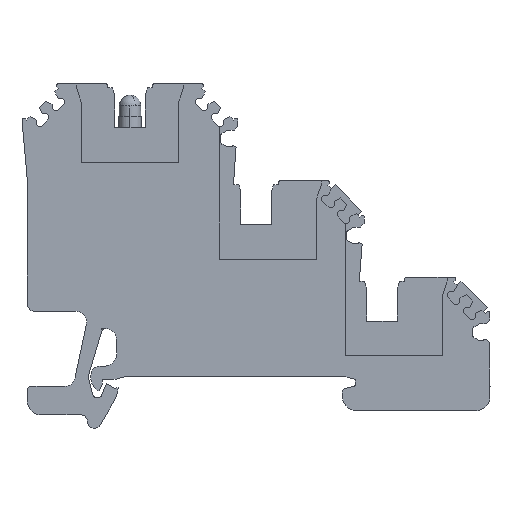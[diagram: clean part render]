
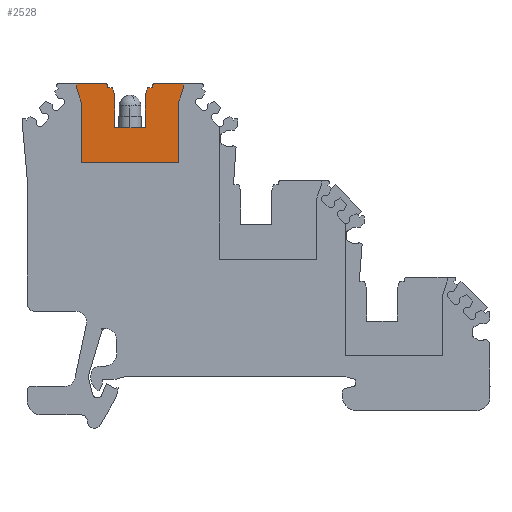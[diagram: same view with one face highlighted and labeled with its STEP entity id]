
A CAD part, left-side view. The second image highlights one B-rep face of the part: STEP entity #2528.
In plain terms, the highlighted planar face has unit normal (-1, 0, 0).
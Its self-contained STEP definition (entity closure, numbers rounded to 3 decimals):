
#2348=AXIS2_PLACEMENT_3D('Plane Axis2P3D',#2345,#2346,#2347) ;
#2417=AXIS2_PLACEMENT_3D('Circle Axis2P3D',#2415,#2416,$) ;
#2499=AXIS2_PLACEMENT_3D('Circle Axis2P3D',#2497,#2498,$) ;
#152=CARTESIAN_POINT('Vertex',(0.525,52.65,42.15)) ;
#155=CARTESIAN_POINT('Line Origine',(0.525,50.5,42.15)) ;
#159=CARTESIAN_POINT('Vertex',(0.525,48.35,42.15)) ;
#2328=CARTESIAN_POINT('Vertex',(0.525,52.65,45.65)) ;
#2331=CARTESIAN_POINT('Line Origine',(0.525,52.65,43.9)) ;
#2345=CARTESIAN_POINT('Axis2P3D Location',(0.525,36.4,6.85)) ;
#2350=CARTESIAN_POINT('Line Origine',(0.525,55.95,48.3)) ;
#2354=CARTESIAN_POINT('Vertex',(0.525,53.9,48.3)) ;
#2356=CARTESIAN_POINT('Vertex',(0.525,58.,48.3)) ;
#2359=CARTESIAN_POINT('Line Origine',(0.525,58.,48.05)) ;
#2363=CARTESIAN_POINT('Vertex',(0.525,58.,47.8)) ;
#2366=CARTESIAN_POINT('Line Origine',(0.525,57.662,46.761)) ;
#2370=CARTESIAN_POINT('Vertex',(0.525,57.325,45.723)) ;
#2373=CARTESIAN_POINT('Line Origine',(0.525,57.325,41.511)) ;
#2377=CARTESIAN_POINT('Vertex',(0.525,57.325,37.3)) ;
#2380=CARTESIAN_POINT('Line Origine',(0.525,50.5,37.3)) ;
#2384=CARTESIAN_POINT('Vertex',(0.525,43.675,37.3)) ;
#2387=CARTESIAN_POINT('Line Origine',(0.525,43.675,41.511)) ;
#2391=CARTESIAN_POINT('Vertex',(0.525,43.675,45.723)) ;
#2394=CARTESIAN_POINT('Line Origine',(0.525,43.337,46.761)) ;
#2398=CARTESIAN_POINT('Vertex',(0.525,43.,47.8)) ;
#2401=CARTESIAN_POINT('Line Origine',(0.525,43.,48.05)) ;
#2405=CARTESIAN_POINT('Vertex',(0.525,43.,48.3)) ;
#2408=CARTESIAN_POINT('Line Origine',(0.525,45.05,48.3)) ;
#2412=CARTESIAN_POINT('Vertex',(0.525,47.1,48.3)) ;
#2415=CARTESIAN_POINT('Axis2P3D Location',(0.525,47.1,48.05)) ;
#2419=CARTESIAN_POINT('Vertex',(0.525,47.35,48.05)) ;
#2422=CARTESIAN_POINT('Line Origine',(0.525,47.35,47.9)) ;
#2426=CARTESIAN_POINT('Vertex',(0.525,47.35,47.75)) ;
#2429=CARTESIAN_POINT('Line Origine',(0.525,47.695,47.75)) ;
#2433=CARTESIAN_POINT('Vertex',(0.525,48.04,47.75)) ;
#2436=CARTESIAN_POINT('Line Origine',(0.525,48.17,47.35)) ;
#2440=CARTESIAN_POINT('Vertex',(0.525,48.3,46.95)) ;
#2443=CARTESIAN_POINT('Line Origine',(0.525,48.3,46.3)) ;
#2447=CARTESIAN_POINT('Vertex',(0.525,48.3,45.65)) ;
#2450=CARTESIAN_POINT('Line Origine',(0.525,48.325,45.65)) ;
#2454=CARTESIAN_POINT('Vertex',(0.525,48.35,45.65)) ;
#2457=CARTESIAN_POINT('Line Origine',(0.525,48.35,43.9)) ;
#2462=CARTESIAN_POINT('Line Origine',(0.525,52.675,45.65)) ;
#2466=CARTESIAN_POINT('Vertex',(0.525,52.7,45.65)) ;
#2469=CARTESIAN_POINT('Line Origine',(0.525,52.7,46.3)) ;
#2473=CARTESIAN_POINT('Vertex',(0.525,52.7,46.95)) ;
#2476=CARTESIAN_POINT('Line Origine',(0.525,52.83,47.35)) ;
#2480=CARTESIAN_POINT('Vertex',(0.525,52.96,47.75)) ;
#2483=CARTESIAN_POINT('Line Origine',(0.525,53.305,47.75)) ;
#2487=CARTESIAN_POINT('Vertex',(0.525,53.65,47.75)) ;
#2490=CARTESIAN_POINT('Line Origine',(0.525,53.65,47.9)) ;
#2494=CARTESIAN_POINT('Vertex',(0.525,53.65,48.05)) ;
#2497=CARTESIAN_POINT('Axis2P3D Location',(0.525,53.9,48.05)) ;
#156=DIRECTION('Vector Direction',(0.,1.,0.)) ;
#2332=DIRECTION('Vector Direction',(0.,0.,1.)) ;
#2346=DIRECTION('Axis2P3D Direction',(-1.,0.,0.)) ;
#2347=DIRECTION('Axis2P3D XDirection',(0.,1.,0.)) ;
#2351=DIRECTION('Vector Direction',(0.,-1.,0.)) ;
#2360=DIRECTION('Vector Direction',(0.,0.,-1.)) ;
#2367=DIRECTION('Vector Direction',(0.,-0.309,-0.951)) ;
#2374=DIRECTION('Vector Direction',(0.,0.,-1.)) ;
#2381=DIRECTION('Vector Direction',(0.,-1.,0.)) ;
#2388=DIRECTION('Vector Direction',(0.,0.,1.)) ;
#2395=DIRECTION('Vector Direction',(0.,-0.309,0.951)) ;
#2402=DIRECTION('Vector Direction',(0.,0.,1.)) ;
#2409=DIRECTION('Vector Direction',(0.,-1.,0.)) ;
#2416=DIRECTION('Axis2P3D Direction',(-1.,0.,0.)) ;
#2423=DIRECTION('Vector Direction',(0.,0.,1.)) ;
#2430=DIRECTION('Vector Direction',(0.,1.,0.)) ;
#2437=DIRECTION('Vector Direction',(0.,0.309,-0.951)) ;
#2444=DIRECTION('Vector Direction',(0.,0.,1.)) ;
#2451=DIRECTION('Vector Direction',(0.,1.,0.)) ;
#2458=DIRECTION('Vector Direction',(0.,0.,1.)) ;
#2463=DIRECTION('Vector Direction',(0.,1.,0.)) ;
#2470=DIRECTION('Vector Direction',(0.,0.,1.)) ;
#2477=DIRECTION('Vector Direction',(0.,0.309,0.951)) ;
#2484=DIRECTION('Vector Direction',(0.,1.,0.)) ;
#2491=DIRECTION('Vector Direction',(0.,0.,1.)) ;
#2498=DIRECTION('Axis2P3D Direction',(-1.,0.,0.)) ;
#157=VECTOR('Line Direction',#156,1.) ;
#2333=VECTOR('Line Direction',#2332,1.) ;
#2352=VECTOR('Line Direction',#2351,1.) ;
#2361=VECTOR('Line Direction',#2360,1.) ;
#2368=VECTOR('Line Direction',#2367,1.) ;
#2375=VECTOR('Line Direction',#2374,1.) ;
#2382=VECTOR('Line Direction',#2381,1.) ;
#2389=VECTOR('Line Direction',#2388,1.) ;
#2396=VECTOR('Line Direction',#2395,1.) ;
#2403=VECTOR('Line Direction',#2402,1.) ;
#2410=VECTOR('Line Direction',#2409,1.) ;
#2424=VECTOR('Line Direction',#2423,1.) ;
#2431=VECTOR('Line Direction',#2430,1.) ;
#2438=VECTOR('Line Direction',#2437,1.) ;
#2445=VECTOR('Line Direction',#2444,1.) ;
#2452=VECTOR('Line Direction',#2451,1.) ;
#2459=VECTOR('Line Direction',#2458,1.) ;
#2464=VECTOR('Line Direction',#2463,1.) ;
#2471=VECTOR('Line Direction',#2470,1.) ;
#2478=VECTOR('Line Direction',#2477,1.) ;
#2485=VECTOR('Line Direction',#2484,1.) ;
#2492=VECTOR('Line Direction',#2491,1.) ;
#2503=ORIENTED_EDGE('',*,*,#2358,.T.) ;
#2504=ORIENTED_EDGE('',*,*,#2365,.T.) ;
#2505=ORIENTED_EDGE('',*,*,#2372,.T.) ;
#2506=ORIENTED_EDGE('',*,*,#2379,.T.) ;
#2507=ORIENTED_EDGE('',*,*,#2386,.T.) ;
#2508=ORIENTED_EDGE('',*,*,#2393,.T.) ;
#2509=ORIENTED_EDGE('',*,*,#2400,.T.) ;
#2510=ORIENTED_EDGE('',*,*,#2407,.T.) ;
#2511=ORIENTED_EDGE('',*,*,#2414,.T.) ;
#2512=ORIENTED_EDGE('',*,*,#2421,.T.) ;
#2513=ORIENTED_EDGE('',*,*,#2428,.F.) ;
#2514=ORIENTED_EDGE('',*,*,#2435,.T.) ;
#2515=ORIENTED_EDGE('',*,*,#2442,.T.) ;
#2516=ORIENTED_EDGE('',*,*,#2449,.F.) ;
#2517=ORIENTED_EDGE('',*,*,#2456,.T.) ;
#2518=ORIENTED_EDGE('',*,*,#2461,.F.) ;
#2519=ORIENTED_EDGE('',*,*,#161,.T.) ;
#2520=ORIENTED_EDGE('',*,*,#2335,.T.) ;
#2521=ORIENTED_EDGE('',*,*,#2468,.T.) ;
#2522=ORIENTED_EDGE('',*,*,#2475,.T.) ;
#2523=ORIENTED_EDGE('',*,*,#2482,.T.) ;
#2524=ORIENTED_EDGE('',*,*,#2489,.T.) ;
#2525=ORIENTED_EDGE('',*,*,#2496,.T.) ;
#2526=ORIENTED_EDGE('',*,*,#2501,.T.) ;
#2528=ADVANCED_FACE('KLTR',(#2527),#2349,.T.) ;
#2418=CIRCLE('generated circle',#2417,0.25) ;
#2500=CIRCLE('generated circle',#2499,0.25) ;
#161=EDGE_CURVE('',#160,#153,#158,.T.) ;
#2335=EDGE_CURVE('',#153,#2329,#2334,.T.) ;
#2358=EDGE_CURVE('',#2355,#2357,#2353,.F.) ;
#2365=EDGE_CURVE('',#2357,#2364,#2362,.T.) ;
#2372=EDGE_CURVE('',#2364,#2371,#2369,.T.) ;
#2379=EDGE_CURVE('',#2371,#2378,#2376,.T.) ;
#2386=EDGE_CURVE('',#2378,#2385,#2383,.T.) ;
#2393=EDGE_CURVE('',#2385,#2392,#2390,.T.) ;
#2400=EDGE_CURVE('',#2392,#2399,#2397,.T.) ;
#2407=EDGE_CURVE('',#2399,#2406,#2404,.T.) ;
#2414=EDGE_CURVE('',#2406,#2413,#2411,.F.) ;
#2421=EDGE_CURVE('',#2413,#2420,#2418,.T.) ;
#2428=EDGE_CURVE('',#2427,#2420,#2425,.T.) ;
#2435=EDGE_CURVE('',#2427,#2434,#2432,.T.) ;
#2442=EDGE_CURVE('',#2434,#2441,#2439,.T.) ;
#2449=EDGE_CURVE('',#2448,#2441,#2446,.T.) ;
#2456=EDGE_CURVE('',#2448,#2455,#2453,.T.) ;
#2461=EDGE_CURVE('',#160,#2455,#2460,.T.) ;
#2468=EDGE_CURVE('',#2329,#2467,#2465,.T.) ;
#2475=EDGE_CURVE('',#2467,#2474,#2472,.T.) ;
#2482=EDGE_CURVE('',#2474,#2481,#2479,.T.) ;
#2489=EDGE_CURVE('',#2481,#2488,#2486,.T.) ;
#2496=EDGE_CURVE('',#2488,#2495,#2493,.T.) ;
#2501=EDGE_CURVE('',#2495,#2355,#2500,.T.) ;
#2502=EDGE_LOOP('',(#2503,#2504,#2505,#2506,#2507,#2508,#2509,#2510,#2511,#2512,#2513,#2514,#2515,#2516,#2517,#2518,#2519,#2520,#2521,#2522,#2523,#2524,#2525,#2526)) ;
#2527=FACE_OUTER_BOUND('',#2502,.T.) ;
#158=LINE('Line',#155,#157) ;
#2334=LINE('Line',#2331,#2333) ;
#2353=LINE('Line',#2350,#2352) ;
#2362=LINE('Line',#2359,#2361) ;
#2369=LINE('Line',#2366,#2368) ;
#2376=LINE('Line',#2373,#2375) ;
#2383=LINE('Line',#2380,#2382) ;
#2390=LINE('Line',#2387,#2389) ;
#2397=LINE('Line',#2394,#2396) ;
#2404=LINE('Line',#2401,#2403) ;
#2411=LINE('Line',#2408,#2410) ;
#2425=LINE('Line',#2422,#2424) ;
#2432=LINE('Line',#2429,#2431) ;
#2439=LINE('Line',#2436,#2438) ;
#2446=LINE('Line',#2443,#2445) ;
#2453=LINE('Line',#2450,#2452) ;
#2460=LINE('Line',#2457,#2459) ;
#2465=LINE('Line',#2462,#2464) ;
#2472=LINE('Line',#2469,#2471) ;
#2479=LINE('Line',#2476,#2478) ;
#2486=LINE('Line',#2483,#2485) ;
#2493=LINE('Line',#2490,#2492) ;
#2349=PLANE('',#2348) ;
#153=VERTEX_POINT('',#152) ;
#160=VERTEX_POINT('',#159) ;
#2329=VERTEX_POINT('',#2328) ;
#2355=VERTEX_POINT('',#2354) ;
#2357=VERTEX_POINT('',#2356) ;
#2364=VERTEX_POINT('',#2363) ;
#2371=VERTEX_POINT('',#2370) ;
#2378=VERTEX_POINT('',#2377) ;
#2385=VERTEX_POINT('',#2384) ;
#2392=VERTEX_POINT('',#2391) ;
#2399=VERTEX_POINT('',#2398) ;
#2406=VERTEX_POINT('',#2405) ;
#2413=VERTEX_POINT('',#2412) ;
#2420=VERTEX_POINT('',#2419) ;
#2427=VERTEX_POINT('',#2426) ;
#2434=VERTEX_POINT('',#2433) ;
#2441=VERTEX_POINT('',#2440) ;
#2448=VERTEX_POINT('',#2447) ;
#2455=VERTEX_POINT('',#2454) ;
#2467=VERTEX_POINT('',#2466) ;
#2474=VERTEX_POINT('',#2473) ;
#2481=VERTEX_POINT('',#2480) ;
#2488=VERTEX_POINT('',#2487) ;
#2495=VERTEX_POINT('',#2494) ;
